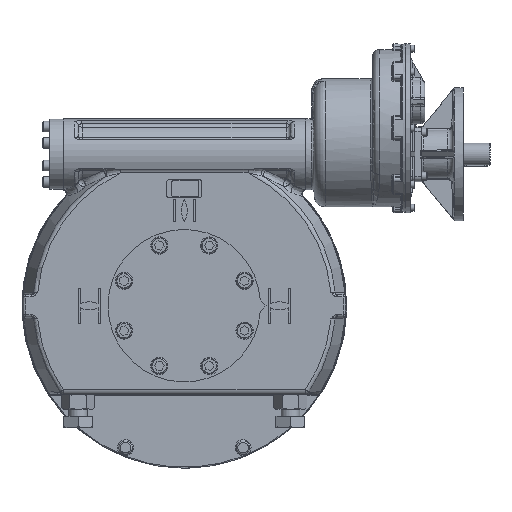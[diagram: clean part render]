
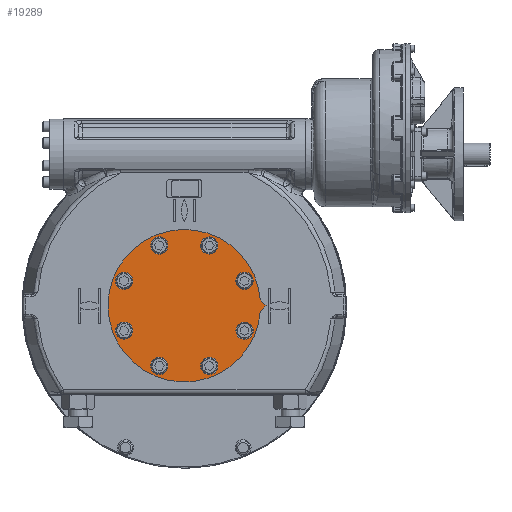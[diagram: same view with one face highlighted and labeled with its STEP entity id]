
A CAD part, top view. The second image highlights one B-rep face of the part: STEP entity #19289.
In plain terms, the highlighted planar face has unit normal (0, 0, 1).
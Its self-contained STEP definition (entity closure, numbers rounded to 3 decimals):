
#1229=LINE('',#50437,#2381);
#1233=LINE('',#50446,#2385);
#2381=VECTOR('',#27931,1000.);
#2385=VECTOR('',#27937,1000.);
#8183=ORIENTED_EDGE('',*,*,#11469,.F.);
#8184=ORIENTED_EDGE('',*,*,#11470,.F.);
#8185=ORIENTED_EDGE('',*,*,#11471,.F.);
#8186=ORIENTED_EDGE('',*,*,#11472,.F.);
#8187=ORIENTED_EDGE('',*,*,#11473,.F.);
#8188=ORIENTED_EDGE('',*,*,#11474,.F.);
#8189=ORIENTED_EDGE('',*,*,#11475,.F.);
#8190=ORIENTED_EDGE('',*,*,#11476,.F.);
#8191=ORIENTED_EDGE('',*,*,#11460,.T.);
#8192=ORIENTED_EDGE('',*,*,#11464,.T.);
#8193=ORIENTED_EDGE('',*,*,#11467,.T.);
#11460=EDGE_CURVE('',#13547,#13548,#1229,.T.);
#11464=EDGE_CURVE('',#13548,#13551,#1233,.T.);
#11467=EDGE_CURVE('',#13551,#13547,#14705,.T.);
#11469=EDGE_CURVE('',#13553,#13553,#14707,.T.);
#11470=EDGE_CURVE('',#13554,#13554,#14708,.T.);
#11471=EDGE_CURVE('',#13555,#13555,#14709,.T.);
#11472=EDGE_CURVE('',#13556,#13556,#14710,.T.);
#11473=EDGE_CURVE('',#13557,#13557,#14711,.T.);
#11474=EDGE_CURVE('',#13558,#13558,#14712,.T.);
#11475=EDGE_CURVE('',#13559,#13559,#14713,.T.);
#11476=EDGE_CURVE('',#13560,#13560,#14714,.T.);
#13547=VERTEX_POINT('',#50438);
#13548=VERTEX_POINT('',#50439);
#13551=VERTEX_POINT('',#50447);
#13553=VERTEX_POINT('',#50456);
#13554=VERTEX_POINT('',#50458);
#13555=VERTEX_POINT('',#50460);
#13556=VERTEX_POINT('',#50462);
#13557=VERTEX_POINT('',#50464);
#13558=VERTEX_POINT('',#50466);
#13559=VERTEX_POINT('',#50468);
#13560=VERTEX_POINT('',#50470);
#14705=CIRCLE('',#23101,172.5);
#14707=CIRCLE('',#23104,12.5);
#14708=CIRCLE('',#23105,12.5);
#14709=CIRCLE('',#23106,12.5);
#14710=CIRCLE('',#23107,12.5);
#14711=CIRCLE('',#23108,12.5);
#14712=CIRCLE('',#23109,12.5);
#14713=CIRCLE('',#23110,12.5);
#14714=CIRCLE('',#23111,12.5);
#16078=EDGE_LOOP('',(#8183));
#16079=EDGE_LOOP('',(#8184));
#16080=EDGE_LOOP('',(#8185));
#16081=EDGE_LOOP('',(#8186));
#16082=EDGE_LOOP('',(#8187));
#16083=EDGE_LOOP('',(#8188));
#16084=EDGE_LOOP('',(#8189));
#16085=EDGE_LOOP('',(#8190));
#16086=EDGE_LOOP('',(#8191,#8192,#8193));
#17557=FACE_BOUND('',#16078,.T.);
#17558=FACE_BOUND('',#16079,.T.);
#17559=FACE_BOUND('',#16080,.T.);
#17560=FACE_BOUND('',#16081,.T.);
#17561=FACE_BOUND('',#16082,.T.);
#17562=FACE_BOUND('',#16083,.T.);
#17563=FACE_BOUND('',#16084,.T.);
#17564=FACE_BOUND('',#16085,.T.);
#17565=FACE_BOUND('',#16086,.T.);
#18200=PLANE('',#23103);
#19289=ADVANCED_FACE('',(#17557,#17558,#17559,#17560,#17561,#17562,#17563,
#17564,#17565),#18200,.T.);
#23101=AXIS2_PLACEMENT_3D('',#50452,#27942,#27943);
#23103=AXIS2_PLACEMENT_3D('',#50454,#27946,#27947);
#23104=AXIS2_PLACEMENT_3D('',#50455,#27948,#27949);
#23105=AXIS2_PLACEMENT_3D('',#50457,#27950,#27951);
#23106=AXIS2_PLACEMENT_3D('',#50459,#27952,#27953);
#23107=AXIS2_PLACEMENT_3D('',#50461,#27954,#27955);
#23108=AXIS2_PLACEMENT_3D('',#50463,#27956,#27957);
#23109=AXIS2_PLACEMENT_3D('',#50465,#27958,#27959);
#23110=AXIS2_PLACEMENT_3D('',#50467,#27960,#27961);
#23111=AXIS2_PLACEMENT_3D('',#50469,#27962,#27963);
#27931=DIRECTION('',(0.707,0.707,0.));
#27937=DIRECTION('',(-0.707,0.707,0.));
#27942=DIRECTION('',(0.,0.,1.));
#27943=DIRECTION('',(1.,0.,0.));
#27946=DIRECTION('',(0.,0.,1.));
#27947=DIRECTION('',(1.,0.,0.));
#27948=DIRECTION('',(0.,0.,1.));
#27949=DIRECTION('',(0.707,-0.707,0.));
#27950=DIRECTION('',(0.,0.,1.));
#27951=DIRECTION('',(0.,-1.,0.));
#27952=DIRECTION('',(0.,0.,1.));
#27953=DIRECTION('',(-0.707,-0.707,0.));
#27954=DIRECTION('',(0.,0.,1.));
#27955=DIRECTION('',(-1.,0.,0.));
#27956=DIRECTION('',(0.,0.,1.));
#27957=DIRECTION('',(-0.707,0.707,0.));
#27958=DIRECTION('',(0.,0.,1.));
#27959=DIRECTION('',(0.,1.,0.));
#27960=DIRECTION('',(0.,0.,1.));
#27961=DIRECTION('',(0.707,0.707,0.));
#27962=DIRECTION('',(0.,0.,1.));
#27963=DIRECTION('',(1.,0.,0.));
#50437=CARTESIAN_POINT('',(185.,0.,78.25));
#50438=CARTESIAN_POINT('',(172.01,-12.99,78.25));
#50439=CARTESIAN_POINT('',(185.,0.,78.25));
#50446=CARTESIAN_POINT('',(185.,0.,78.25));
#50447=CARTESIAN_POINT('',(172.01,12.99,78.25));
#50452=CARTESIAN_POINT('',(0.,0.,78.25));
#50454=CARTESIAN_POINT('',(0.,0.,78.25));
#50455=CARTESIAN_POINT('',(56.446,-136.272,78.25));
#50456=CARTESIAN_POINT('',(65.285,-145.111,78.25));
#50457=CARTESIAN_POINT('',(-56.446,-136.272,78.25));
#50458=CARTESIAN_POINT('',(-56.446,-148.772,78.25));
#50459=CARTESIAN_POINT('',(-136.272,-56.446,78.25));
#50460=CARTESIAN_POINT('',(-145.111,-65.285,78.25));
#50461=CARTESIAN_POINT('',(-136.272,56.446,78.25));
#50462=CARTESIAN_POINT('',(-148.772,56.446,78.25));
#50463=CARTESIAN_POINT('',(-56.446,136.272,78.25));
#50464=CARTESIAN_POINT('',(-65.285,145.111,78.25));
#50465=CARTESIAN_POINT('',(56.446,136.272,78.25));
#50466=CARTESIAN_POINT('',(56.446,148.772,78.25));
#50467=CARTESIAN_POINT('',(136.272,56.446,78.25));
#50468=CARTESIAN_POINT('',(145.111,65.285,78.25));
#50469=CARTESIAN_POINT('',(136.272,-56.446,78.25));
#50470=CARTESIAN_POINT('',(148.772,-56.446,78.25));
